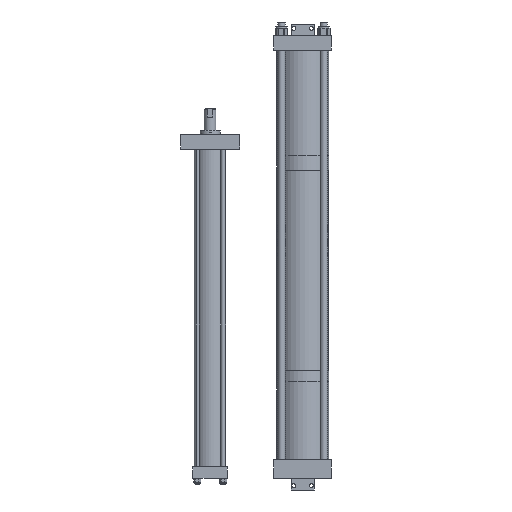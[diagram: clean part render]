
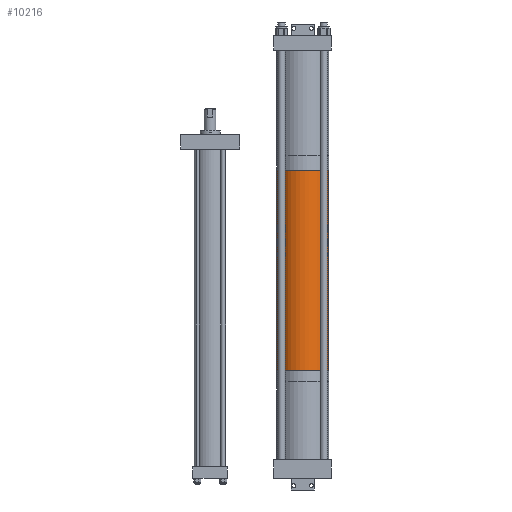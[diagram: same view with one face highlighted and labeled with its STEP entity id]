
A CAD part, front view. The second image highlights one B-rep face of the part: STEP entity #10216.
In plain terms, the highlighted cylindrical face has radius 57.15 mm (diameter 114.3 mm), a partial arc.
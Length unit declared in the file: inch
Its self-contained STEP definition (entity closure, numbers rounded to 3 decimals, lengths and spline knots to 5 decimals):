
#138 = VECTOR ( 'NONE', #13220, 39.37008 ) ;
#813 = EDGE_LOOP ( 'NONE', ( #5661, #12779, #11846, #1658 ) ) ;
#1199 = CYLINDRICAL_SURFACE ( 'NONE', #4664, 2.25 ) ;
#1426 = DIRECTION ( 'NONE',  ( 0., 0., 1. ) ) ;
#1439 = DIRECTION ( 'NONE',  ( -1., 0., 0. ) ) ;
#1610 = AXIS2_PLACEMENT_3D ( 'NONE', #7026, #1426, #13710 ) ;
#1658 = ORIENTED_EDGE ( 'NONE', *, *, #2040, .T. ) ;
#1949 = CIRCLE ( 'NONE', #11599, 2.25 ) ;
#2040 = EDGE_CURVE ( 'NONE', #9772, #4094, #7948, .T. ) ;
#2090 = CARTESIAN_POINT ( 'NONE',  ( 2.25, 0., 17.33 ) ) ;
#2404 = DIRECTION ( 'NONE',  ( 0., 0., -1. ) ) ;
#2595 = EDGE_CURVE ( 'NONE', #4494, #9772, #11096, .T. ) ;
#2603 = FACE_OUTER_BOUND ( 'NONE', #813, .T. ) ;
#2830 = DIRECTION ( 'NONE',  ( 0., 0., 1. ) ) ;
#3451 = EDGE_CURVE ( 'NONE', #4494, #8087, #1949, .T. ) ;
#4009 = CARTESIAN_POINT ( 'NONE',  ( -2.25, 0., 0. ) ) ;
#4094 = VERTEX_POINT ( 'NONE', #11104 ) ;
#4494 = VERTEX_POINT ( 'NONE', #4966 ) ;
#4664 = AXIS2_PLACEMENT_3D ( 'NONE', #5812, #2404, #1439 ) ;
#4966 = CARTESIAN_POINT ( 'NONE',  ( -2.25, 0., 17.33 ) ) ;
#5661 = ORIENTED_EDGE ( 'NONE', *, *, #10678, .F. ) ;
#5812 = CARTESIAN_POINT ( 'NONE',  ( 0., 0., 17.33 ) ) ;
#7026 = CARTESIAN_POINT ( 'NONE',  ( 0., 0., 0. ) ) ;
#7350 = LINE ( 'NONE', #2090, #138 ) ;
#7948 = CIRCLE ( 'NONE', #1610, 2.25 ) ;
#8087 = VERTEX_POINT ( 'NONE', #10630 ) ;
#8196 = CARTESIAN_POINT ( 'NONE',  ( -2.25, 0., 17.33 ) ) ;
#8800 = VECTOR ( 'NONE', #13910, 39.37008 ) ;
#9772 = VERTEX_POINT ( 'NONE', #4009 ) ;
#10216 = ADVANCED_FACE ( 'NONE', ( #2603 ), #1199, .T. ) ;
#10630 = CARTESIAN_POINT ( 'NONE',  ( 2.25, 0., 17.33 ) ) ;
#10637 = DIRECTION ( 'NONE',  ( 1., 0., 0. ) ) ;
#10678 = EDGE_CURVE ( 'NONE', #8087, #4094, #7350, .T. ) ;
#11096 = LINE ( 'NONE', #8196, #8800 ) ;
#11104 = CARTESIAN_POINT ( 'NONE',  ( 2.25, 0., 0. ) ) ;
#11599 = AXIS2_PLACEMENT_3D ( 'NONE', #14223, #2830, #10637 ) ;
#11846 = ORIENTED_EDGE ( 'NONE', *, *, #2595, .T. ) ;
#12779 = ORIENTED_EDGE ( 'NONE', *, *, #3451, .F. ) ;
#13220 = DIRECTION ( 'NONE',  ( 0., 0., -1. ) ) ;
#13710 = DIRECTION ( 'NONE',  ( 1., 0., 0. ) ) ;
#13910 = DIRECTION ( 'NONE',  ( 0., 0., -1. ) ) ;
#14223 = CARTESIAN_POINT ( 'NONE',  ( 0., 0., 17.33 ) ) ;
